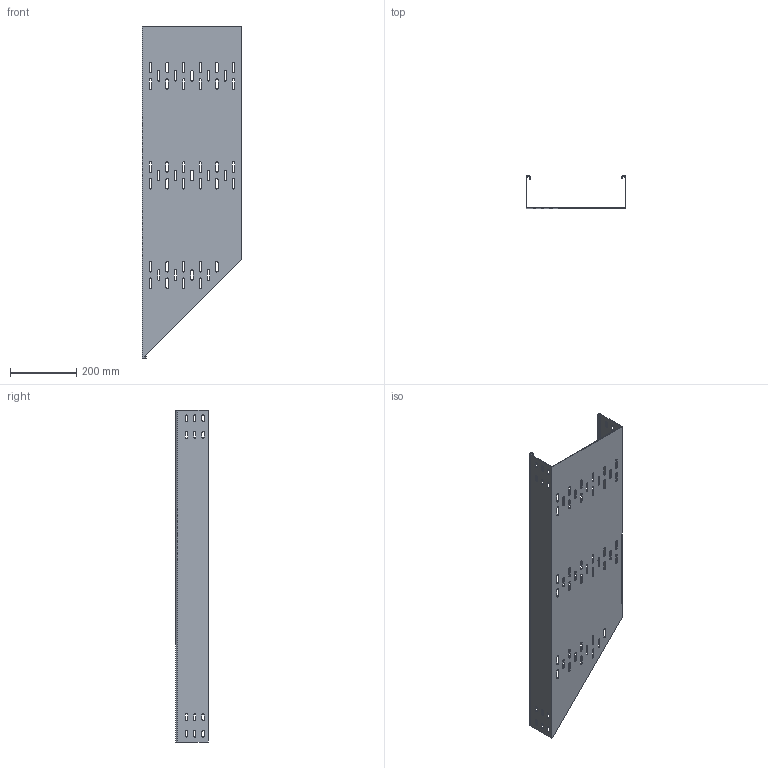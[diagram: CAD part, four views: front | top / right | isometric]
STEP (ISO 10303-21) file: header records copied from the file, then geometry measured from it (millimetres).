
FILE_DESCRIPTION (( 'STEP AP214' ), '1' );
FILE_NAME ('6061905.STEP', '2019-11-27T07:16:47', ( '' ), ( '' ), 'SwSTEP 2.0', 'SolidWorks 2018', '' );
FILE_SCHEMA (( 'AUTOMOTIVE_DESIGN' ));
Length unit declared in the file: millimetre
Products named in the file (1): 6061905
Bounding box: 300 x 98 x 1000 mm (x, y, z)
Volume: 856281.9 mm3; surface area: 871075.6 mm2
Topology: 1 solids, 1 shells, 365 faces, 1073 edges, 710 vertices
Faces by surface type: cylinder 193, plane 172
Entity records: 13003 total; most frequent: DIRECTION 2191, CARTESIAN_POINT 2149, ORIENTED_EDGE 2146, EDGE_CURVE 1073, AXIS2_PLACEMENT_3D 752, VERTEX_POINT 710, VECTOR 687, LINE 687
